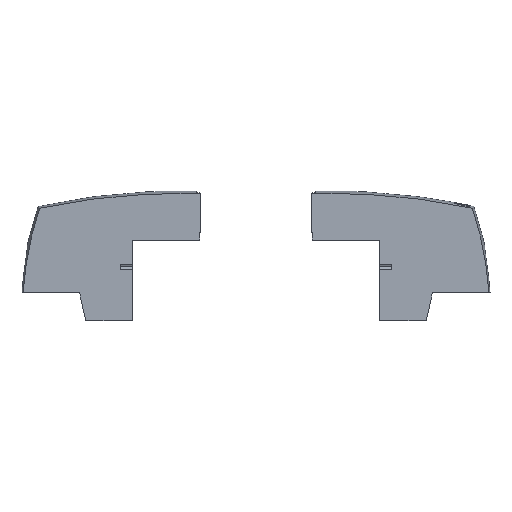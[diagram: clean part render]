
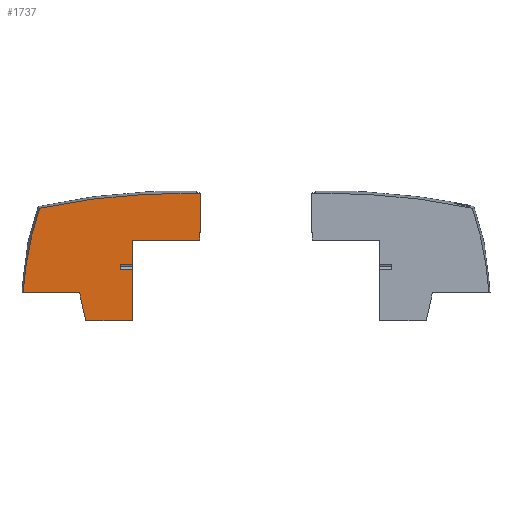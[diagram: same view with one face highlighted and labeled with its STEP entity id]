
A CAD part, left-side view. The second image highlights one B-rep face of the part: STEP entity #1737.
In plain terms, the highlighted planar face has unit normal (-1, 0, 0).
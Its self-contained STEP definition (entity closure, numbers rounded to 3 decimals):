
#339=DIRECTION('',(0.,0.,1.));
#340=VECTOR('',#339,2.223);
#341=CARTESIAN_POINT('',(-13.,54.789,20.581));
#342=LINE('',#341,#340);
#346=DIRECTION('',(0.,1.,0.));
#347=VECTOR('',#346,5.);
#348=CARTESIAN_POINT('',(-13.,49.789,20.581));
#349=LINE('',#348,#347);
#353=DIRECTION('',(0.,-0.217,-0.976));
#354=VECTOR('',#353,11.524);
#355=CARTESIAN_POINT('',(-13.,71.089,11.25));
#356=LINE('',#355,#354);
#360=DIRECTION('',(0.,-1.,0.));
#361=VECTOR('',#360,22.771);
#362=CARTESIAN_POINT('',(-13.,93.86,11.25));
#363=LINE('',#362,#361);
#367=CARTESIAN_POINT('',(-13.,-41.968,2.25));
#368=DIRECTION('',(-1.,0.,0.));
#369=DIRECTION('',(0.,0.949,0.316));
#370=AXIS2_PLACEMENT_3D('',#367,#368,#369);
#375=CARTESIAN_POINT('',(-13.,30.189,-219.65));
#376=DIRECTION('',(-1.,0.,0.));
#377=DIRECTION('',(0.,-0.029,1.));
#378=AXIS2_PLACEMENT_3D('',#375,#376,#377);
#383=DIRECTION('',(0.,-0.009,1.));
#384=VECTOR('',#383,18.716);
#385=CARTESIAN_POINT('',(-13.,22.587,32.55));
#386=LINE('',#385,#384);
#404=DIRECTION('',(0.,1.,0.));
#405=VECTOR('',#404,5.);
#406=CARTESIAN_POINT('',(-13.,49.789,22.804));
#407=LINE('',#406,#405);
#425=DIRECTION('',(0.,0.,-1.));
#426=VECTOR('',#425,9.746);
#427=CARTESIAN_POINT('',(-13.,49.789,32.55));
#428=LINE('',#427,#426);
#446=DIRECTION('',(0.,0.,-1.));
#447=VECTOR('',#446,20.581);
#448=CARTESIAN_POINT('',(-13.,49.789,20.581));
#449=LINE('',#448,#447);
#502=DIRECTION('',(0.,1.,0.));
#503=VECTOR('',#502,27.201);
#504=CARTESIAN_POINT('',(-13.,22.587,32.55));
#505=LINE('',#504,#503);
#1249=DIRECTION('',(0.,1.,0.));
#1250=VECTOR('',#1249,18.8);
#1251=CARTESIAN_POINT('',(-13.,49.789,
0.));
#1252=LINE('',#1251,#1250);
#1321=CARTESIAN_POINT('',(-13.,54.789,20.581));
#1322=CARTESIAN_POINT('',(-13.,54.789,22.804));
#1323=VERTEX_POINT('',#1321);
#1324=VERTEX_POINT('',#1322);
#1325=CARTESIAN_POINT('',(-13.,49.789,22.804));
#1326=VERTEX_POINT('',#1325);
#1327=CARTESIAN_POINT('',(-13.,49.789,32.55));
#1328=VERTEX_POINT('',#1327);
#1329=CARTESIAN_POINT('',(-13.,22.587,32.55));
#1330=VERTEX_POINT('',#1329);
#1331=CARTESIAN_POINT('',(-13.,22.425,51.265));
#1332=VERTEX_POINT('',#1331);
#1333=CARTESIAN_POINT('',(-13.,87.164,45.32));
#1334=VERTEX_POINT('',#1333);
#1335=CARTESIAN_POINT('',(-13.,93.86,11.25));
#1336=VERTEX_POINT('',#1335);
#1337=CARTESIAN_POINT('',(-13.,71.089,11.25));
#1338=VERTEX_POINT('',#1337);
#1339=CARTESIAN_POINT('',(-13.,68.589,
0.));
#1340=VERTEX_POINT('',#1339);
#1341=CARTESIAN_POINT('',(-13.,49.789,
0.));
#1342=VERTEX_POINT('',#1341);
#1343=CARTESIAN_POINT('',(-13.,49.789,20.581));
#1344=VERTEX_POINT('',#1343);
#1707=CARTESIAN_POINT('',(-13.,-2.8,
15.45));
#1708=DIRECTION('',(1.,0.,0.));
#1709=DIRECTION('',(0.,0.,1.));
#1710=AXIS2_PLACEMENT_3D('',#1707,#1708,#1709);
#1711=PLANE('',#1710);
#1713=ORIENTED_EDGE('',*,*,#1712,.F.);
#1715=ORIENTED_EDGE('',*,*,#1714,.F.);
#1717=ORIENTED_EDGE('',*,*,#1716,.T.);
#1719=ORIENTED_EDGE('',*,*,#1718,.T.);
#1721=ORIENTED_EDGE('',*,*,#1720,.F.);
#1723=ORIENTED_EDGE('',*,*,#1722,.F.);
#1724=ORIENTED_EDGE('',*,*,#1671,.F.);
#1726=ORIENTED_EDGE('',*,*,#1725,.F.);
#1728=ORIENTED_EDGE('',*,*,#1727,.F.);
#1730=ORIENTED_EDGE('',*,*,#1729,.T.);
#1732=ORIENTED_EDGE('',*,*,#1731,.T.);
#1734=ORIENTED_EDGE('',*,*,#1733,.T.);
#1735=EDGE_LOOP('',(#1713,#1715,#1717,#1719,#1721,#1723,#1724,#1726,#1728,#1730,
#1732,#1734));
#1736=FACE_OUTER_BOUND('',#1735,.F.);
#371=CIRCLE('',#370,136.125);
#379=CIRCLE('',#378,271.026);
#1671=EDGE_CURVE('',#1334,#1336,#371,.T.);
#1712=EDGE_CURVE('',#1323,#1324,#342,.T.);
#1714=EDGE_CURVE('',#1344,#1323,#349,.T.);
#1716=EDGE_CURVE('',#1344,#1342,#449,.T.);
#1718=EDGE_CURVE('',#1342,#1340,#1252,.T.);
#1720=EDGE_CURVE('',#1338,#1340,#356,.T.);
#1722=EDGE_CURVE('',#1336,#1338,#363,.T.);
#1725=EDGE_CURVE('',#1332,#1334,#379,.T.);
#1727=EDGE_CURVE('',#1330,#1332,#386,.T.);
#1729=EDGE_CURVE('',#1330,#1328,#505,.T.);
#1731=EDGE_CURVE('',#1328,#1326,#428,.T.);
#1733=EDGE_CURVE('',#1326,#1324,#407,.T.);
#1737=ADVANCED_FACE('',(#1736),#1711,.F.);
